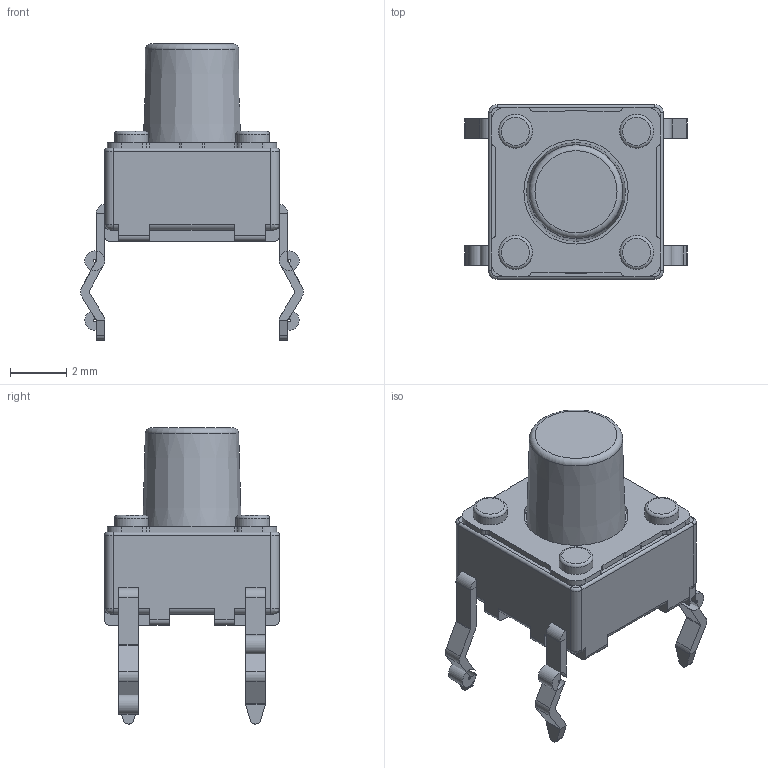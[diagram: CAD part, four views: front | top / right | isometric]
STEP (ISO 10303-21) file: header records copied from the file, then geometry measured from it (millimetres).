
FILE_DESCRIPTION(('FreeCAD Model'),'2;1');
FILE_NAME('Open CASCADE Shape Model','2021-12-24T11:49:52',( 'kicad StepUp'),('ksu MCAD'),'Open CASCADE STEP processor 7.5', 'FreeCAD','Unknown');
FILE_SCHEMA(('AUTOMOTIVE_DESIGN { 1 0 10303 214 1 1 1 1 }'));
Length unit declared in the file: millimetre
Products named in the file (1): SKHHBW v1
Bounding box: 7.9 x 6.2 x 10.5 mm (x, y, z)
Volume: 157.7 mm3; surface area: 265.4 mm2
Topology: 1 solids, 5 shells, 271 faces, 688 edges, 433 vertices
Faces by surface type: plane 148, cylinder 109, torus 9, bspline 4, cone 1
Full cylindrical faces by diameter (mm): 0.9 x4, 0.95 x4, 1.2 x4, 3.7 x1
Entity records: 9591 total; most frequent: DIRECTION 1418, CARTESIAN_POINT 1377, ORIENTED_EDGE 1328, EDGE_CURVE 664, AXIS2_PLACEMENT_3D 498, LINE 422, VECTOR 422, VERTEX_POINT 421
